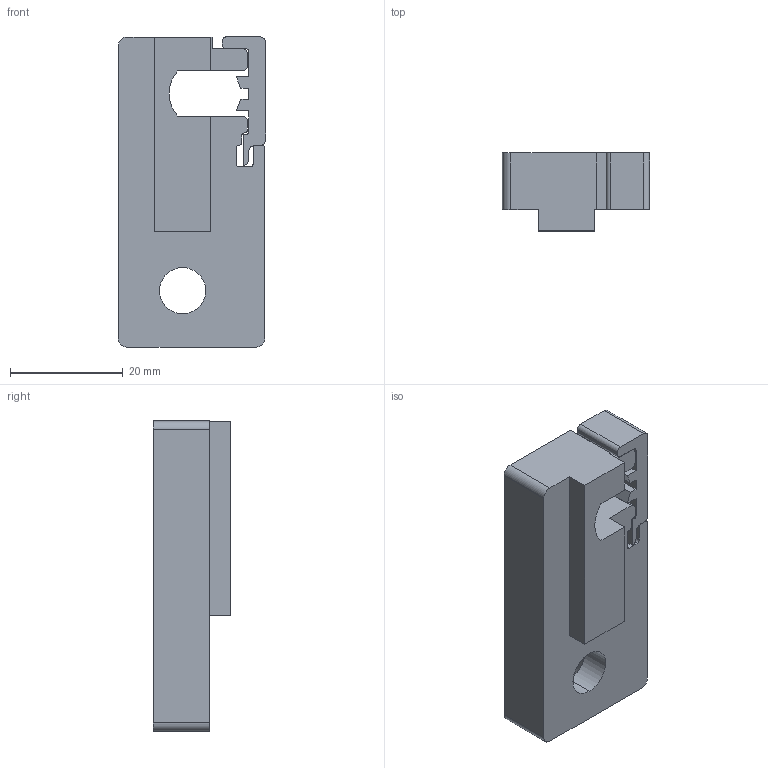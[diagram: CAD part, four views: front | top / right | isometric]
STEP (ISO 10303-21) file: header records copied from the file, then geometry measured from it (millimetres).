
FILE_DESCRIPTION (( 'STEP AP203' ), '1' );
FILE_NAME ('AL-8.51.0113-1 Êîìïëåêò àäàïòåðîâ ìîíòàæíûõ äëÿ êîíâåéåðíûõ ðîëèêîâ.STEP', '2025-03-28T09:47:23', ( '' ), ( '' ), 'SwSTEP 2.0', 'SolidWorks 2021', '' );
FILE_SCHEMA (( 'CONFIG_CONTROL_DESIGN' ));
Length unit declared in the file: millimetre
Products named in the file (1): AL-8.51.0113-1 Êîìïëåêò àäàïòåðîâ ìîíòàæíûõ äëÿ êîíâåéåðíûõ ðîëèêîâ
Bounding box: 26.12 x 13.8 x 55.04 mm (x, y, z)
Volume: 13281.4 mm3; surface area: 5765.2 mm2
Topology: 2 solids, 2 shells, 86 faces, 234 edges, 151 vertices
Faces by surface type: plane 47, cylinder 32, bspline 5, cone 2
Entity records: 2881 total; most frequent: CARTESIAN_POINT 602, DIRECTION 463, ORIENTED_EDGE 462, EDGE_CURVE 231, LINE 159, VECTOR 159, AXIS2_PLACEMENT_3D 152, VERTEX_POINT 151
